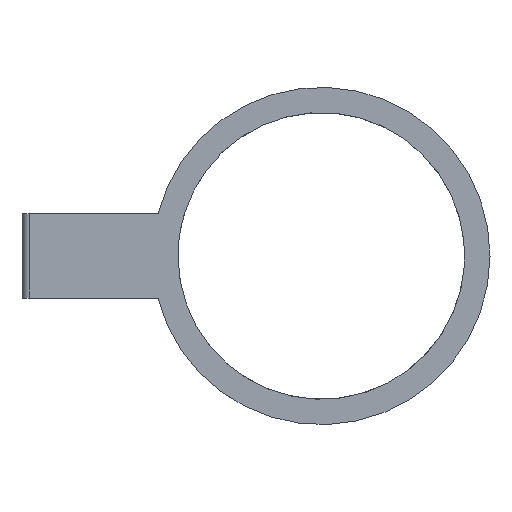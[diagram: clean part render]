
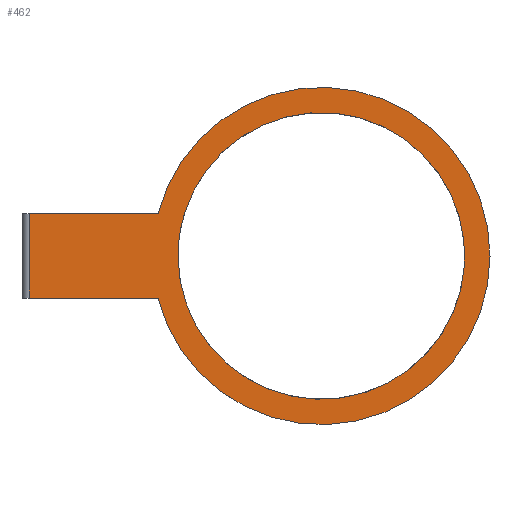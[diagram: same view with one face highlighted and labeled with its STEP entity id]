
A CAD part, top view. The second image highlights one B-rep face of the part: STEP entity #462.
In plain terms, the highlighted planar face has unit normal (0, 0, 1).
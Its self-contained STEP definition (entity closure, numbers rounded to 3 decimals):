
#17=FACE_BOUND('',#147,.T.);
#39=LINE('',#1376,#68);
#41=LINE('',#1385,#70);
#42=LINE('',#1387,#71);
#68=VECTOR('',#565,10.);
#70=VECTOR('',#575,10.);
#71=VECTOR('',#578,10.);
#92=PLANE('',#515);
#118=FACE_OUTER_BOUND('',#146,.T.);
#146=EDGE_LOOP('',(#416,#417,#418,#419));
#147=EDGE_LOOP('',(#420,#421));
#159=CIRCLE('',#492,80.);
#168=CIRCLE('',#511,68.);
#169=CIRCLE('',#512,68.);
#211=VERTEX_POINT('',#1355);
#212=VERTEX_POINT('',#1356);
#219=VERTEX_POINT('',#1374);
#222=VERTEX_POINT('',#1383);
#231=VERTEX_POINT('',#1415);
#232=VERTEX_POINT('',#1417);
#264=EDGE_CURVE('',#211,#212,#159,.T.);
#275=EDGE_CURVE('',#219,#212,#39,.T.);
#279=EDGE_CURVE('',#222,#219,#41,.T.);
#280=EDGE_CURVE('',#211,#222,#42,.T.);
#295=EDGE_CURVE('',#231,#232,#168,.T.);
#296=EDGE_CURVE('',#232,#231,#169,.T.);
#416=ORIENTED_EDGE('',*,*,#279,.F.);
#417=ORIENTED_EDGE('',*,*,#280,.F.);
#418=ORIENTED_EDGE('',*,*,#264,.T.);
#419=ORIENTED_EDGE('',*,*,#275,.F.);
#420=ORIENTED_EDGE('',*,*,#296,.F.);
#421=ORIENTED_EDGE('',*,*,#295,.F.);
#462=ADVANCED_FACE('',(#118,#17),#92,.T.);
#492=AXIS2_PLACEMENT_3D('',#1357,#549,#550);
#511=AXIS2_PLACEMENT_3D('',#1418,#609,#610);
#512=AXIS2_PLACEMENT_3D('',#1419,#611,#612);
#515=AXIS2_PLACEMENT_3D('',#1423,#618,#619);
#549=DIRECTION('center_axis',(0.,0.,1.));
#550=DIRECTION('ref_axis',(1.,0.,0.));
#565=DIRECTION('',(1.,0.,0.));
#575=DIRECTION('',(0.,1.,0.));
#578=DIRECTION('',(-1.,0.,0.));
#609=DIRECTION('center_axis',(0.,0.,1.));
#610=DIRECTION('ref_axis',(1.,0.,0.));
#611=DIRECTION('center_axis',(0.,0.,1.));
#612=DIRECTION('ref_axis',(1.,0.,0.));
#618=DIRECTION('center_axis',(0.,0.,1.));
#619=DIRECTION('ref_axis',(1.,0.,0.));
#1355=CARTESIAN_POINT('',(31.025,0.,22.5));
#1356=CARTESIAN_POINT('',(31.055,40.,22.5));
#1357=CARTESIAN_POINT('Origin',(108.5,19.941,22.5));
#1374=CARTESIAN_POINT('',(-30.,40.,22.5));
#1376=CARTESIAN_POINT('',(33.5,40.,22.5));
#1383=CARTESIAN_POINT('',(-30.,0.,22.5));
#1385=CARTESIAN_POINT('',(-30.,0.,22.5));
#1387=CARTESIAN_POINT('',(33.5,0.,22.5));
#1415=CARTESIAN_POINT('',(40.5,19.971,22.5));
#1417=CARTESIAN_POINT('',(43.517,40.,22.5));
#1418=CARTESIAN_POINT('Origin',(108.5,19.971,22.5));
#1419=CARTESIAN_POINT('Origin',(108.5,19.971,22.5));
#1423=CARTESIAN_POINT('Origin',(-33.5,0.,22.5));
